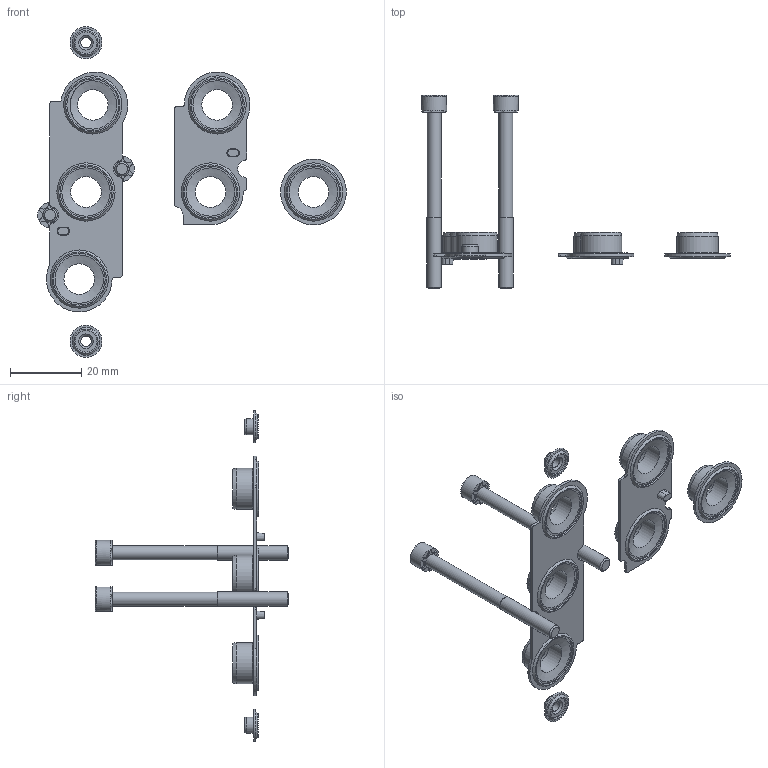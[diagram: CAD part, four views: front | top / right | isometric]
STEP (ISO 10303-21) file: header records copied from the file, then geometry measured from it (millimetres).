
FILE_DESCRIPTION(/* description */ ('STEP AP214'),/* implementation_level */ '2;1');
FILE_NAME(/* name */ '8035636_VAME-B10-25-MK',/* time_stamp */ '2024-09-16T07:23:42+02:00',/* author */ ('License CC BY-ND 4.0'),/* organization */ ('CADENAS'),/* preprocessor_version */ 'ST-DEVELOPER v19.3',/* originating_system */ 'PARTsolutions',/* authorisation */ ' ');
FILE_SCHEMA (('AUTOMOTIVE_DESIGN {1 0 10303 214 3 1 1}'));
Length unit declared in the file: millimetre
Products named in the file (6): 8035636 VAME-B10-25-MK; 1657071 VUVS-G14-3---(S); 2833735 F-M4x50-10.9; 1743809 VUVS-M5---(S); 1841565 VUVS-G14-2---(S); 1654763 VUVS-G14---(S)
Assembly tree (7 placements, depth 2):
  8035636 VAME-B10-25-MK
    1657071 VUVS-G14-3---(S)
    2833735 F-M4x50-10.9  x2
    1743809 VUVS-M5---(S)  x2
    1841565 VUVS-G14-2---(S)
    1654763 VUVS-G14---(S)
Bounding box: 86.85 x 54.4 x 93 mm (x, y, z)
Volume: 4856.4 mm3; surface area: 8705.6 mm2
Topology: 7 solids, 7 shells, 234 faces, 513 edges, 321 vertices
Faces by surface type: plane 94, cylinder 70, cone 52, torus 18
Full cylindrical faces by diameter (mm): 2.9 x2, 3.9 x2, 4 x2, 4.6 x2, 6.1 x2, 7 x2, 8.6 x6, 9 x2, 11.6 x6, 14.6 x6, 18.5 x1
Entity records: 4762 total; most frequent: DIRECTION 882, CARTESIAN_POINT 773, ORIENTED_EDGE 620, AXIS2_PLACEMENT_3D 388, EDGE_CURVE 310, FACE_BOUND 302, EDGE_LOOP 301, VERTEX_POINT 242
